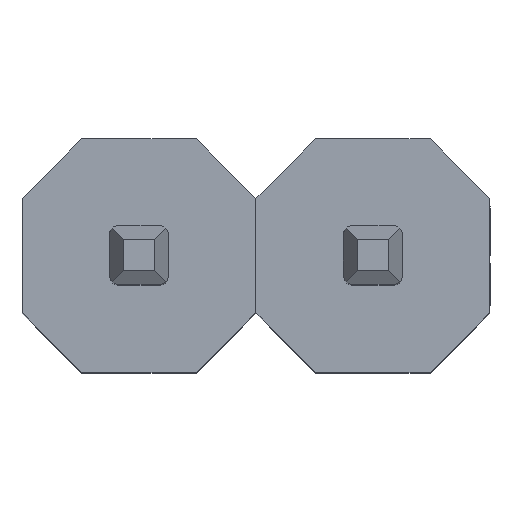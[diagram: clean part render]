
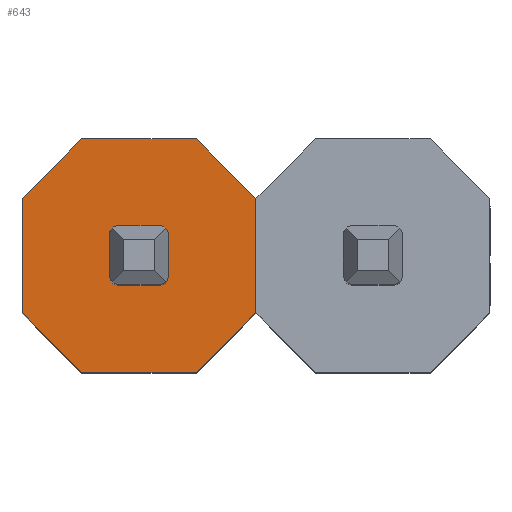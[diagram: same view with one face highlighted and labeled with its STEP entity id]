
A CAD part, top view. The second image highlights one B-rep face of the part: STEP entity #643.
In plain terms, the highlighted planar face has unit normal (0, 0, 1).
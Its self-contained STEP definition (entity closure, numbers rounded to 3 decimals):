
#643 = ADVANCED_FACE ( 'NONE', ( #1916, #5526 ), #10988, .T. ) ;
#769 = CARTESIAN_POINT ( 'NONE',  ( -2.54, -0.62, 2.5 ) ) ;
#900 = CARTESIAN_POINT ( 'NONE',  ( -1.05, -0.32, 2.5 ) ) ;
#1168 = VECTOR ( 'NONE', #7784, 1000. ) ;
#1203 = EDGE_CURVE ( 'NONE', #4500, #8285, #11586, .T. ) ;
#1268 = VECTOR ( 'NONE', #2813, 1000. ) ;
#1327 = VECTOR ( 'NONE', #11375, 1000. ) ;
#1339 = CARTESIAN_POINT ( 'NONE',  ( -0.65, -1.27, 2.5 ) ) ;
#1553 = CARTESIAN_POINT ( 'NONE',  ( 0., 1.27, 2.5 ) ) ;
#1681 = LINE ( 'NONE', #4967, #1268 ) ;
#1838 = DIRECTION ( 'NONE',  ( 1., 0., 0. ) ) ;
#1874 = CARTESIAN_POINT ( 'NONE',  ( -1.89, -1.27, 2.5 ) ) ;
#1916 = FACE_OUTER_BOUND ( 'NONE', #7636, .T. ) ;
#1933 = VERTEX_POINT ( 'NONE', #11647 ) ;
#1977 = VECTOR ( 'NONE', #9366, 1000. ) ;
#1999 = LINE ( 'NONE', #8509, #2714 ) ;
#2330 = EDGE_CURVE ( 'NONE', #5968, #10328, #5735, .T. ) ;
#2457 = EDGE_LOOP ( 'NONE', ( #5754, #11761, #7518, #6798, #9966, #8293, #7144, #11073 ) ) ;
#2537 = DIRECTION ( 'NONE',  ( 0., -1., 0. ) ) ;
#2547 = VECTOR ( 'NONE', #2537, 1000. ) ;
#2562 = VECTOR ( 'NONE', #4076, 1000. ) ;
#2599 = EDGE_CURVE ( 'NONE', #8575, #13420, #10222, .T. ) ;
#2714 = VECTOR ( 'NONE', #6295, 1000. ) ;
#2813 = DIRECTION ( 'NONE',  ( -0.707, -0.707, 0. ) ) ;
#2909 = AXIS2_PLACEMENT_3D ( 'NONE', #13273, #3123, #14452 ) ;
#3123 = DIRECTION ( 'NONE',  ( 0., 0., -1. ) ) ;
#3210 = DIRECTION ( 'NONE',  ( 1., 0., 0. ) ) ;
#3467 = ORIENTED_EDGE ( 'NONE', *, *, #1203, .T. ) ;
#3536 = VECTOR ( 'NONE', #4160, 1000. ) ;
#3558 = DIRECTION ( 'NONE',  ( 0., 0., -1. ) ) ;
#3594 = ORIENTED_EDGE ( 'NONE', *, *, #5125, .T. ) ;
#3670 = LINE ( 'NONE', #12707, #2547 ) ;
#3756 = ORIENTED_EDGE ( 'NONE', *, *, #14305, .T. ) ;
#3807 = DIRECTION ( 'NONE',  ( 0., 0., -1. ) ) ;
#3869 = CARTESIAN_POINT ( 'NONE',  ( -0.96, -1.58, 2.5 ) ) ;
#3880 = CARTESIAN_POINT ( 'NONE',  ( -1.49, -0.22, 2.5 ) ) ;
#4076 = DIRECTION ( 'NONE',  ( 1., 0., 0. ) ) ;
#4160 = DIRECTION ( 'NONE',  ( -0.707, 0.707, 0. ) ) ;
#4251 = CARTESIAN_POINT ( 'NONE',  ( -1.05, 0.22, 2.5 ) ) ;
#4500 = VERTEX_POINT ( 'NONE', #4969 ) ;
#4534 = CARTESIAN_POINT ( 'NONE',  ( -1.59, 0., 2.5 ) ) ;
#4963 = CARTESIAN_POINT ( 'NONE',  ( -1.49, -0.32, 2.5 ) ) ;
#4967 = CARTESIAN_POINT ( 'NONE',  ( -2.85, 0.31, 2.5 ) ) ;
#4969 = CARTESIAN_POINT ( 'NONE',  ( 0., -0.62, 2.5 ) ) ;
#5125 = EDGE_CURVE ( 'NONE', #9580, #7751, #1999, .T. ) ;
#5241 = LINE ( 'NONE', #8875, #5846 ) ;
#5262 = EDGE_CURVE ( 'NONE', #9889, #7660, #10297, .T. ) ;
#5526 = FACE_BOUND ( 'NONE', #2457, .T. ) ;
#5557 = ORIENTED_EDGE ( 'NONE', *, *, #7786, .T. ) ;
#5735 = LINE ( 'NONE', #4534, #1168 ) ;
#5754 = ORIENTED_EDGE ( 'NONE', *, *, #10934, .F. ) ;
#5836 = VERTEX_POINT ( 'NONE', #1874 ) ;
#5846 = VECTOR ( 'NONE', #8566, 1000. ) ;
#5906 = VECTOR ( 'NONE', #12314, 1000. ) ;
#5968 = VERTEX_POINT ( 'NONE', #14183 ) ;
#6295 = DIRECTION ( 'NONE',  ( -1., 0., 0. ) ) ;
#6393 = LINE ( 'NONE', #14289, #3536 ) ;
#6798 = ORIENTED_EDGE ( 'NONE', *, *, #12150, .T. ) ;
#7144 = ORIENTED_EDGE ( 'NONE', *, *, #2330, .F. ) ;
#7267 = CIRCLE ( 'NONE', #8223, 0.1 ) ;
#7368 = AXIS2_PLACEMENT_3D ( 'NONE', #11134, #7799, #10020 ) ;
#7424 = ORIENTED_EDGE ( 'NONE', *, *, #9903, .T. ) ;
#7518 = ORIENTED_EDGE ( 'NONE', *, *, #10977, .T. ) ;
#7636 = EDGE_LOOP ( 'NONE', ( #8863, #5557, #10995, #13754, #3467, #7424, #3594, #3756 ) ) ;
#7660 = VERTEX_POINT ( 'NONE', #11598 ) ;
#7751 = VERTEX_POINT ( 'NONE', #14633 ) ;
#7784 = DIRECTION ( 'NONE',  ( 0., -1., 0. ) ) ;
#7786 = EDGE_CURVE ( 'NONE', #12042, #5836, #8256, .T. ) ;
#7799 = DIRECTION ( 'NONE',  ( 0., 0., 1. ) ) ;
#7913 = CARTESIAN_POINT ( 'NONE',  ( -1.05, -0.22, 2.5 ) ) ;
#7941 = CARTESIAN_POINT ( 'NONE',  ( -2.54, -0.32, 2.5 ) ) ;
#7955 = CARTESIAN_POINT ( 'NONE',  ( -2.85, -0.31, 2.5 ) ) ;
#8012 = EDGE_CURVE ( 'NONE', #13420, #10328, #7267, .T. ) ;
#8196 = VERTEX_POINT ( 'NONE', #1339 ) ;
#8203 = CARTESIAN_POINT ( 'NONE',  ( -2.54, 0.32, 2.5 ) ) ;
#8223 = AXIS2_PLACEMENT_3D ( 'NONE', #3880, #3807, #1838 ) ;
#8256 = LINE ( 'NONE', #7955, #1327 ) ;
#8285 = VERTEX_POINT ( 'NONE', #10136 ) ;
#8293 = ORIENTED_EDGE ( 'NONE', *, *, #8012, .T. ) ;
#8509 = CARTESIAN_POINT ( 'NONE',  ( -2.54, 1.27, 2.5 ) ) ;
#8566 = DIRECTION ( 'NONE',  ( 0., -1., 0. ) ) ;
#8575 = VERTEX_POINT ( 'NONE', #900 ) ;
#8589 = VECTOR ( 'NONE', #11849, 1000. ) ;
#8863 = ORIENTED_EDGE ( 'NONE', *, *, #9627, .T. ) ;
#8875 = CARTESIAN_POINT ( 'NONE',  ( -0.95, 0., 2.5 ) ) ;
#9042 = EDGE_CURVE ( 'NONE', #5836, #8196, #14206, .T. ) ;
#9076 = CIRCLE ( 'NONE', #2909, 0.1 ) ;
#9288 = CIRCLE ( 'NONE', #12131, 0.1 ) ;
#9366 = DIRECTION ( 'NONE',  ( 0., 1., 0. ) ) ;
#9580 = VERTEX_POINT ( 'NONE', #13684 ) ;
#9627 = EDGE_CURVE ( 'NONE', #11674, #12042, #3670, .T. ) ;
#9889 = VERTEX_POINT ( 'NONE', #10275 ) ;
#9903 = EDGE_CURVE ( 'NONE', #8285, #9580, #6393, .T. ) ;
#9966 = ORIENTED_EDGE ( 'NONE', *, *, #2599, .T. ) ;
#10020 = DIRECTION ( 'NONE',  ( 1., 0., 0. ) ) ;
#10136 = CARTESIAN_POINT ( 'NONE',  ( 0., 0.62, 2.5 ) ) ;
#10222 = LINE ( 'NONE', #7941, #5906 ) ;
#10275 = CARTESIAN_POINT ( 'NONE',  ( -1.05, 0.32, 2.5 ) ) ;
#10297 = CIRCLE ( 'NONE', #11272, 0.1 ) ;
#10328 = VERTEX_POINT ( 'NONE', #10464 ) ;
#10423 = DIRECTION ( 'NONE',  ( 1., 0., 0. ) ) ;
#10464 = CARTESIAN_POINT ( 'NONE',  ( -1.59, -0.22, 2.5 ) ) ;
#10484 = DIRECTION ( 'NONE',  ( -1., 0., 0. ) ) ;
#10934 = EDGE_CURVE ( 'NONE', #9889, #1933, #11743, .T. ) ;
#10977 = EDGE_CURVE ( 'NONE', #7660, #11046, #5241, .T. ) ;
#10988 = PLANE ( 'NONE',  #7368 ) ;
#10995 = ORIENTED_EDGE ( 'NONE', *, *, #9042, .T. ) ;
#11046 = VERTEX_POINT ( 'NONE', #13533 ) ;
#11073 = ORIENTED_EDGE ( 'NONE', *, *, #13569, .T. ) ;
#11134 = CARTESIAN_POINT ( 'NONE',  ( -2.54, 0., 2.5 ) ) ;
#11272 = AXIS2_PLACEMENT_3D ( 'NONE', #4251, #14528, #3210 ) ;
#11375 = DIRECTION ( 'NONE',  ( 0.707, -0.707, 0. ) ) ;
#11486 = CARTESIAN_POINT ( 'NONE',  ( -2.54, 0.62, 2.5 ) ) ;
#11586 = LINE ( 'NONE', #1553, #1977 ) ;
#11598 = CARTESIAN_POINT ( 'NONE',  ( -0.95, 0.22, 2.5 ) ) ;
#11647 = CARTESIAN_POINT ( 'NONE',  ( -1.49, 0.32, 2.5 ) ) ;
#11674 = VERTEX_POINT ( 'NONE', #11486 ) ;
#11743 = LINE ( 'NONE', #8203, #13640 ) ;
#11761 = ORIENTED_EDGE ( 'NONE', *, *, #5262, .T. ) ;
#11849 = DIRECTION ( 'NONE',  ( 0.707, 0.707, 0. ) ) ;
#11895 = CARTESIAN_POINT ( 'NONE',  ( -2.54, -1.27, 2.5 ) ) ;
#12042 = VERTEX_POINT ( 'NONE', #769 ) ;
#12131 = AXIS2_PLACEMENT_3D ( 'NONE', #7913, #3558, #10423 ) ;
#12150 = EDGE_CURVE ( 'NONE', #11046, #8575, #9288, .T. ) ;
#12314 = DIRECTION ( 'NONE',  ( -1., 0., 0. ) ) ;
#12707 = CARTESIAN_POINT ( 'NONE',  ( -2.54, 1.27, 2.5 ) ) ;
#12889 = LINE ( 'NONE', #3869, #8589 ) ;
#13163 = EDGE_CURVE ( 'NONE', #8196, #4500, #12889, .T. ) ;
#13273 = CARTESIAN_POINT ( 'NONE',  ( -1.49, 0.22, 2.5 ) ) ;
#13420 = VERTEX_POINT ( 'NONE', #4963 ) ;
#13533 = CARTESIAN_POINT ( 'NONE',  ( -0.95, -0.22, 2.5 ) ) ;
#13569 = EDGE_CURVE ( 'NONE', #5968, #1933, #9076, .T. ) ;
#13640 = VECTOR ( 'NONE', #10484, 1000. ) ;
#13684 = CARTESIAN_POINT ( 'NONE',  ( -0.65, 1.27, 2.5 ) ) ;
#13754 = ORIENTED_EDGE ( 'NONE', *, *, #13163, .T. ) ;
#14183 = CARTESIAN_POINT ( 'NONE',  ( -1.59, 0.22, 2.5 ) ) ;
#14206 = LINE ( 'NONE', #11895, #2562 ) ;
#14289 = CARTESIAN_POINT ( 'NONE',  ( -0.96, 1.58, 2.5 ) ) ;
#14305 = EDGE_CURVE ( 'NONE', #7751, #11674, #1681, .T. ) ;
#14452 = DIRECTION ( 'NONE',  ( 1., 0., 0. ) ) ;
#14528 = DIRECTION ( 'NONE',  ( 0., 0., -1. ) ) ;
#14633 = CARTESIAN_POINT ( 'NONE',  ( -1.89, 1.27, 2.5 ) ) ;
